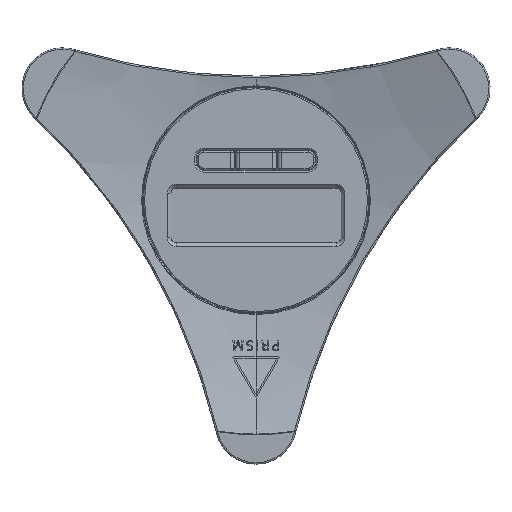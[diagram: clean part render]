
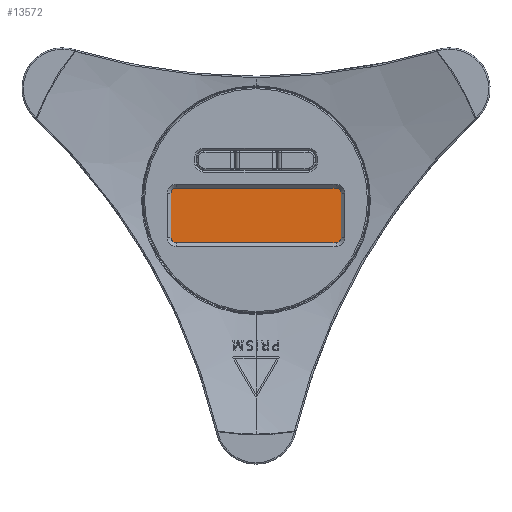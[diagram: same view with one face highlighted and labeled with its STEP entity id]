
A CAD part, front view. The second image highlights one B-rep face of the part: STEP entity #13572.
In plain terms, the highlighted planar face has unit normal (0, -1, 0).
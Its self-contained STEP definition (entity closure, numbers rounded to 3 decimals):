
#1552 = DIRECTION ( 'NONE',  ( 0., 0., -1. ) ) ;
#1968 = DIRECTION ( 'NONE',  ( -1., 0., 0. ) ) ;
#4058 = LINE ( 'NONE', #63706, #12001 ) ;
#4805 = CARTESIAN_POINT ( 'NONE',  ( -31.5, 24.7, -14.75 ) ) ;
#5013 = ORIENTED_EDGE ( 'NONE', *, *, #86397, .T. ) ;
#7727 = DIRECTION ( 'NONE',  ( 0., 0., -1. ) ) ;
#8933 = DIRECTION ( 'NONE',  ( 0., -1., 0. ) ) ;
#9567 = VECTOR ( 'NONE', #1968, 1000. ) ;
#10758 = CIRCLE ( 'NONE', #25837, 2.2 ) ;
#12001 = VECTOR ( 'NONE', #12752, 1000. ) ;
#12079 = VERTEX_POINT ( 'NONE', #75248 ) ;
#12752 = DIRECTION ( 'NONE',  ( 0., 0., 1. ) ) ;
#12969 = PLANE ( 'NONE',  #18400 ) ;
#13045 = AXIS2_PLACEMENT_3D ( 'NONE', #4805, #48251, #92588 ) ;
#13178 = VERTEX_POINT ( 'NONE', #67435 ) ;
#13405 = CIRCLE ( 'NONE', #75912, 2.2 ) ;
#13572 = ADVANCED_FACE ( 'NONE', ( #67638 ), #12969, .T. ) ;
#15829 = ORIENTED_EDGE ( 'NONE', *, *, #41516, .T. ) ;
#18193 = CARTESIAN_POINT ( 'NONE',  ( 31.5, 24.7, -16.95 ) ) ;
#18400 = AXIS2_PLACEMENT_3D ( 'NONE', #58850, #21887, #44008 ) ;
#19794 = VERTEX_POINT ( 'NONE', #78573 ) ;
#19935 = VERTEX_POINT ( 'NONE', #24079 ) ;
#20626 = VERTEX_POINT ( 'NONE', #64891 ) ;
#21887 = DIRECTION ( 'NONE',  ( 0., -1., 0. ) ) ;
#23930 = ORIENTED_EDGE ( 'NONE', *, *, #34209, .T. ) ;
#24079 = CARTESIAN_POINT ( 'NONE',  ( 33.7, 24.7, 2.75 ) ) ;
#24341 = LINE ( 'NONE', #66573, #9567 ) ;
#25478 = CARTESIAN_POINT ( 'NONE',  ( -31.5, 24.7, -16.95 ) ) ;
#25837 = AXIS2_PLACEMENT_3D ( 'NONE', #44602, #51583, #57587 ) ;
#27160 = EDGE_CURVE ( 'NONE', #35838, #19935, #4058, .T. ) ;
#28548 = ORIENTED_EDGE ( 'NONE', *, *, #38486, .T. ) ;
#29424 = VECTOR ( 'NONE', #1552, 1000. ) ;
#30383 = CARTESIAN_POINT ( 'NONE',  ( -33.7, 24.7, 2.75 ) ) ;
#32362 = CARTESIAN_POINT ( 'NONE',  ( -31.5, 24.7, 2.75 ) ) ;
#32767 = DIRECTION ( 'NONE',  ( 1., 0., 0. ) ) ;
#34209 = EDGE_CURVE ( 'NONE', #61154, #35838, #58135, .T. ) ;
#35838 = VERTEX_POINT ( 'NONE', #36024 ) ;
#36024 = CARTESIAN_POINT ( 'NONE',  ( 33.7, 24.7, -14.75 ) ) ;
#38486 = EDGE_CURVE ( 'NONE', #13178, #12079, #13405, .T. ) ;
#41516 = EDGE_CURVE ( 'NONE', #19935, #20626, #10758, .T. ) ;
#44008 = DIRECTION ( 'NONE',  ( 0., 0., -1. ) ) ;
#44602 = CARTESIAN_POINT ( 'NONE',  ( 31.5, 24.7, 2.75 ) ) ;
#46068 = EDGE_LOOP ( 'NONE', ( #23930, #51946, #15829, #65362, #28548, #48826, #5013, #48455 ) ) ;
#48251 = DIRECTION ( 'NONE',  ( 0., -1., 0. ) ) ;
#48455 = ORIENTED_EDGE ( 'NONE', *, *, #76883, .T. ) ;
#48826 = ORIENTED_EDGE ( 'NONE', *, *, #53508, .T. ) ;
#51583 = DIRECTION ( 'NONE',  ( 0., -1., 0. ) ) ;
#51874 = VECTOR ( 'NONE', #32767, 1000. ) ;
#51946 = ORIENTED_EDGE ( 'NONE', *, *, #27160, .T. ) ;
#53508 = EDGE_CURVE ( 'NONE', #12079, #72248, #61122, .T. ) ;
#53897 = DIRECTION ( 'NONE',  ( 0., -1., 0. ) ) ;
#57587 = DIRECTION ( 'NONE',  ( 0., 0., -1. ) ) ;
#58011 = CIRCLE ( 'NONE', #13045, 2.2 ) ;
#58135 = CIRCLE ( 'NONE', #75579, 2.2 ) ;
#58850 = CARTESIAN_POINT ( 'NONE',  ( 31.5, 24.7, -14.75 ) ) ;
#61122 = LINE ( 'NONE', #30383, #29424 ) ;
#61154 = VERTEX_POINT ( 'NONE', #18193 ) ;
#63545 = CARTESIAN_POINT ( 'NONE',  ( -33.7, 24.7, -14.75 ) ) ;
#63706 = CARTESIAN_POINT ( 'NONE',  ( 33.7, 24.7, -14.75 ) ) ;
#64891 = CARTESIAN_POINT ( 'NONE',  ( 31.5, 24.7, 4.95 ) ) ;
#65362 = ORIENTED_EDGE ( 'NONE', *, *, #79450, .T. ) ;
#66573 = CARTESIAN_POINT ( 'NONE',  ( 31.5, 24.7, 4.95 ) ) ;
#67435 = CARTESIAN_POINT ( 'NONE',  ( -31.5, 24.7, 4.95 ) ) ;
#67638 = FACE_OUTER_BOUND ( 'NONE', #46068, .T. ) ;
#71080 = LINE ( 'NONE', #25478, #51874 ) ;
#72018 = CARTESIAN_POINT ( 'NONE',  ( 31.5, 24.7, -14.75 ) ) ;
#72248 = VERTEX_POINT ( 'NONE', #63545 ) ;
#75248 = CARTESIAN_POINT ( 'NONE',  ( -33.7, 24.7, 2.75 ) ) ;
#75579 = AXIS2_PLACEMENT_3D ( 'NONE', #72018, #8933, #7727 ) ;
#75912 = AXIS2_PLACEMENT_3D ( 'NONE', #32362, #53897, #82712 ) ;
#76883 = EDGE_CURVE ( 'NONE', #19794, #61154, #71080, .T. ) ;
#78573 = CARTESIAN_POINT ( 'NONE',  ( -31.5, 24.7, -16.95 ) ) ;
#79450 = EDGE_CURVE ( 'NONE', #20626, #13178, #24341, .T. ) ;
#82712 = DIRECTION ( 'NONE',  ( 0., 0., -1. ) ) ;
#86397 = EDGE_CURVE ( 'NONE', #72248, #19794, #58011, .T. ) ;
#92588 = DIRECTION ( 'NONE',  ( 0., 0., -1. ) ) ;
